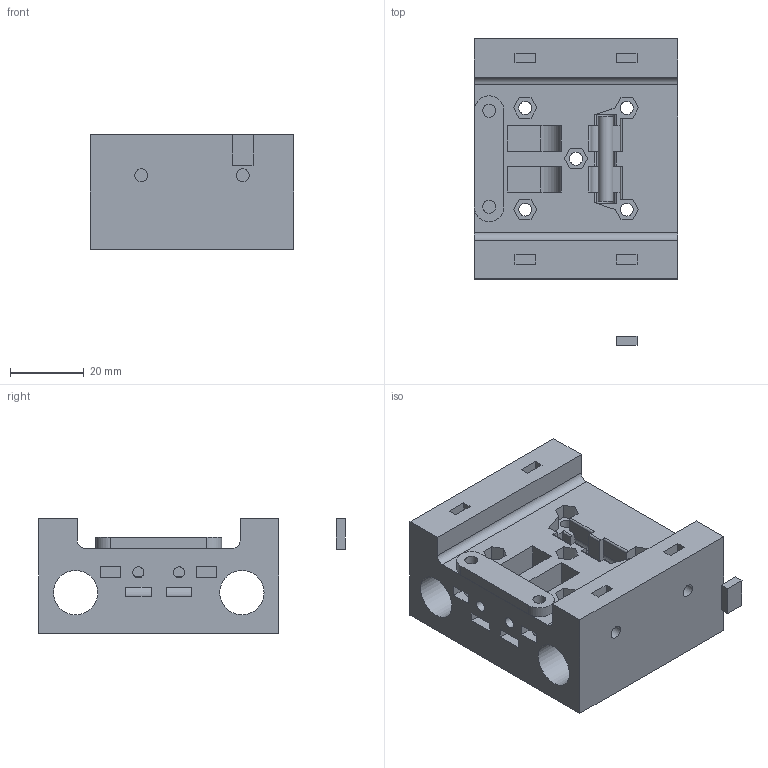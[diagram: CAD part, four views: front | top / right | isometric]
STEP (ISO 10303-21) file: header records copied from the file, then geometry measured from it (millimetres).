
FILE_DESCRIPTION(/* description */ (''),/* implementation_level */ '2;1');
FILE_NAME(/* name */ 'X Carrier Rethink A v9.step',/* time_stamp */ '2020-10-20T11:33:00+02:00',/* author */ (''),/* organization */ (''),/* preprocessor_version */ 'ST-DEVELOPER v18.1',/* originating_system */ 'Autodesk Translation Framework v9.3.0.1241',/* authorisation */ '');
FILE_SCHEMA (('AUTOMOTIVE_DESIGN { 1 0 10303 214 3 1 1 }'));
Length unit declared in the file: millimetre
Products named in the file (1): X Carrier Rethink A
Bounding box: 55 x 83 x 31 mm (x, y, z)
Volume: 71217.9 mm3; surface area: 25908.8 mm2
Topology: 4 solids, 8 shells, 253 faces, 637 edges, 424 vertices
Faces by surface type: plane 196, cylinder 57
Full cylindrical faces by diameter (mm): 3 x2, 3.5 x19, 4 x1, 12 x2
Entity records: 7738 total; most frequent: CARTESIAN_POINT 1431, ORIENTED_EDGE 1274, DIRECTION 1243, EDGE_CURVE 637, LINE 531, VECTOR 531, VERTEX_POINT 424, AXIS2_PLACEMENT_3D 356
